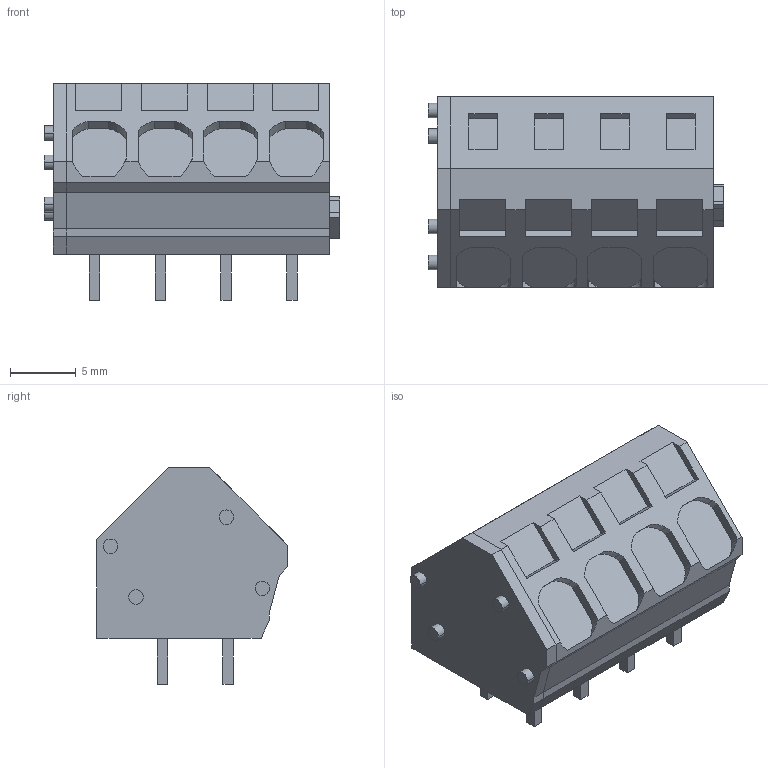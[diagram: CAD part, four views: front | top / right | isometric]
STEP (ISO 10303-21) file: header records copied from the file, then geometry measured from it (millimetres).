
FILE_DESCRIPTION(('CATIA V5R20 STEP214','CAx-IF Rec.Pracs.--- Model Styling and Organization---1.4--- 2014-01-23'),'2;1');
FILE_NAME ('026335-3_0', '2019-03-13T07:06:39+00:00', ('Weidmueller Interface'), ('Weidmueller'), 'CATIA Version 5-6 Release 2016 SP3 HF44', 'CATIA V5 STEP AP214', 'none');
FILE_SCHEMA(('AUTOMOTIVE_DESIGN { 1 0 10303 214 1 1 1 1 }'));
Length unit declared in the file: millimetre
Products named in the file (1): 1913960000
Bounding box: 22.5 x 14.5 x 16.48 mm (x, y, z)
Volume: 2987.8 mm3; surface area: 2050.3 mm2
Topology: 10 solids, 18 shells, 277 faces, 708 edges, 476 vertices
Faces by surface type: plane 201, cylinder 76
Entity records: 7720 total; most frequent: CARTESIAN_POINT 1560, ORIENTED_EDGE 1416, DIRECTION 954, EDGE_CURVE 708, VECTOR 544, LINE 544, VERTEX_POINT 476, EDGE_LOOP 294
